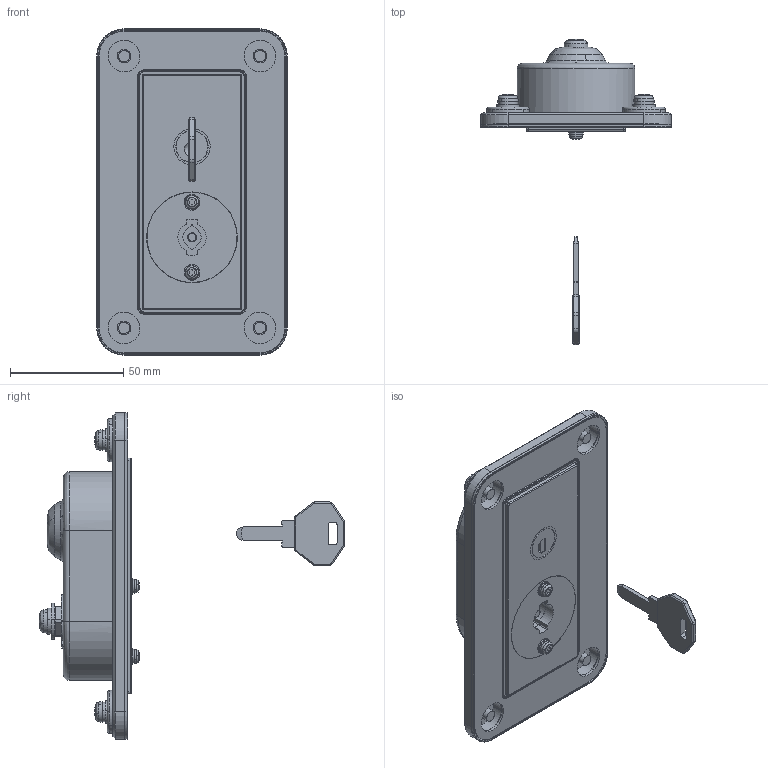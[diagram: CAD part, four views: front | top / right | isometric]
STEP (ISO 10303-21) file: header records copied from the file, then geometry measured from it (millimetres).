
FILE_DESCRIPTION((''),'2;1');
FILE_NAME('','2005-10-12T12:11:41',(''),(''),'','CADfix','');
FILE_SCHEMA(('AUTOMOTIVE_DESIGN'));
Length unit declared in the file: millimetre
Products named in the file (14): screw_C; screw; screw_B; washer; screw_A; rotor; plate; packing; lock; key; cover; control_cam; body; THA_435_1048_36
Assembly tree (18 placements, depth 2):
  THA_435_1048_36
    screw_C  x2
    screw  x2
    screw_B  x4
    washer
    screw_A
    rotor
    plate
    packing
    lock
    key
    cover
    control_cam
    body
Bounding box: 84 x 135.02 x 144 mm (x, y, z)
Volume: 110732 mm3; surface area: 80454.1 mm2
Topology: 18 solids, 18 shells, 738 faces, 2157 edges, 1518 vertices
Faces by surface type: bspline 738
Entity records: 20504 total; most frequent: CARTESIAN_POINT 11025, ORIENTED_EDGE 3330, EDGE_CURVE 1665, VERTEX_POINT 1166, QUASI_UNIFORM_CURVE 700, EDGE_LOOP 659, FACE_OUTER_BOUND 572, ADVANCED_FACE 572
